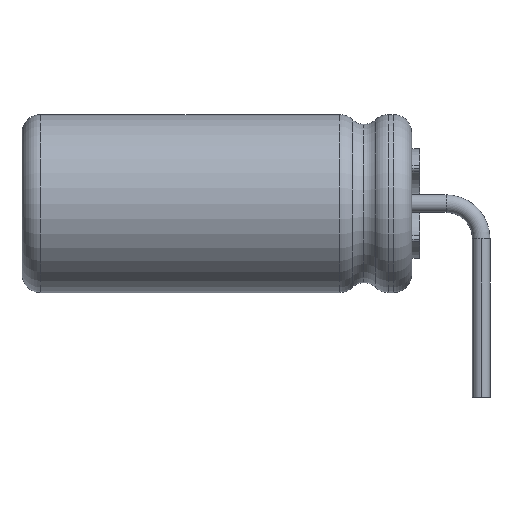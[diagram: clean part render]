
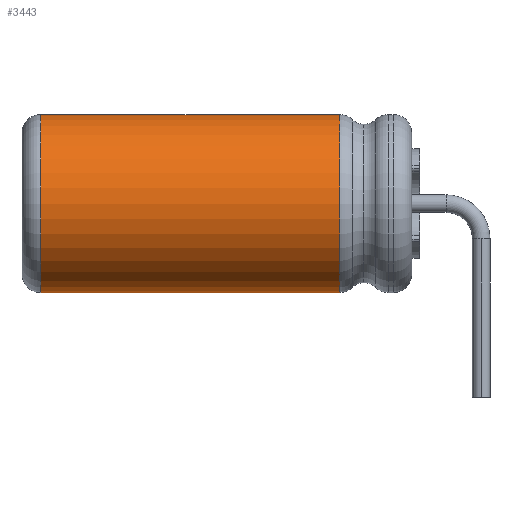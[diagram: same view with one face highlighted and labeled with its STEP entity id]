
A CAD part, left-side view. The second image highlights one B-rep face of the part: STEP entity #3443.
In plain terms, the highlighted cylindrical face has radius 2.525 mm (diameter 5.051 mm), a partial arc.
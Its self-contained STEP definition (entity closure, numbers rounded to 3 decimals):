
#246 = LINE ( 'NONE', #1809, #4835 ) ;
#366 = CIRCLE ( 'NONE', #1739, 2.525 ) ;
#408 = DIRECTION ( 'NONE',  ( 0., -1., 0. ) ) ;
#445 = ORIENTED_EDGE ( 'NONE', *, *, #2075, .F. ) ;
#497 = DIRECTION ( 'NONE',  ( 0., -1., 0. ) ) ;
#529 = VERTEX_POINT ( 'NONE', #1066 ) ;
#633 = FACE_OUTER_BOUND ( 'NONE', #2282, .T. ) ;
#899 = CARTESIAN_POINT ( 'NONE',  ( 0., 2.52, 0. ) ) ;
#1066 = CARTESIAN_POINT ( 'NONE',  ( 0., 2.52, 2.525 ) ) ;
#1161 = ORIENTED_EDGE ( 'NONE', *, *, #3979, .F. ) ;
#1436 = CARTESIAN_POINT ( 'NONE',  ( 0., 12.922, 0. ) ) ;
#1567 = VERTEX_POINT ( 'NONE', #3714 ) ;
#1739 = AXIS2_PLACEMENT_3D ( 'NONE', #2145, #1754, #4881 ) ;
#1754 = DIRECTION ( 'NONE',  ( 0., -1., 0. ) ) ;
#1755 = EDGE_CURVE ( 'NONE', #1856, #529, #1971, .T. ) ;
#1809 = CARTESIAN_POINT ( 'NONE',  ( 0., 12.922, -2.525 ) ) ;
#1842 = DIRECTION ( 'NONE',  ( 0., 1., 0. ) ) ;
#1856 = VERTEX_POINT ( 'NONE', #4655 ) ;
#1878 = CIRCLE ( 'NONE', #3637, 2.525 ) ;
#1923 = CARTESIAN_POINT ( 'NONE',  ( 0., 12.922, 2.525 ) ) ;
#1971 = LINE ( 'NONE', #1923, #3948 ) ;
#2075 = EDGE_CURVE ( 'NONE', #529, #1567, #1878, .T. ) ;
#2145 = CARTESIAN_POINT ( 'NONE',  ( 0., 11., 0. ) ) ;
#2282 = EDGE_LOOP ( 'NONE', ( #4046, #1161, #445, #4998 ) ) ;
#2475 = CARTESIAN_POINT ( 'NONE',  ( 0., 11., -2.525 ) ) ;
#2943 = VERTEX_POINT ( 'NONE', #2475 ) ;
#3443 = ADVANCED_FACE ( 'NONE', ( #633 ), #5031, .T. ) ;
#3637 = AXIS2_PLACEMENT_3D ( 'NONE', #899, #497, #4807 ) ;
#3714 = CARTESIAN_POINT ( 'NONE',  ( 0., 2.52, -2.525 ) ) ;
#3771 = DIRECTION ( 'NONE',  ( 1., 0., 0. ) ) ;
#3948 = VECTOR ( 'NONE', #408, 1000. ) ;
#3979 = EDGE_CURVE ( 'NONE', #1567, #2943, #246, .T. ) ;
#4046 = ORIENTED_EDGE ( 'NONE', *, *, #4634, .T. ) ;
#4326 = AXIS2_PLACEMENT_3D ( 'NONE', #1436, #4966, #3771 ) ;
#4634 = EDGE_CURVE ( 'NONE', #1856, #2943, #366, .T. ) ;
#4655 = CARTESIAN_POINT ( 'NONE',  ( 0., 11., 2.525 ) ) ;
#4807 = DIRECTION ( 'NONE',  ( 1., 0., 0. ) ) ;
#4835 = VECTOR ( 'NONE', #1842, 1000. ) ;
#4881 = DIRECTION ( 'NONE',  ( 1., 0., 0. ) ) ;
#4966 = DIRECTION ( 'NONE',  ( 0., 1., 0. ) ) ;
#4998 = ORIENTED_EDGE ( 'NONE', *, *, #1755, .F. ) ;
#5031 = CYLINDRICAL_SURFACE ( 'NONE', #4326, 2.525 ) ;
